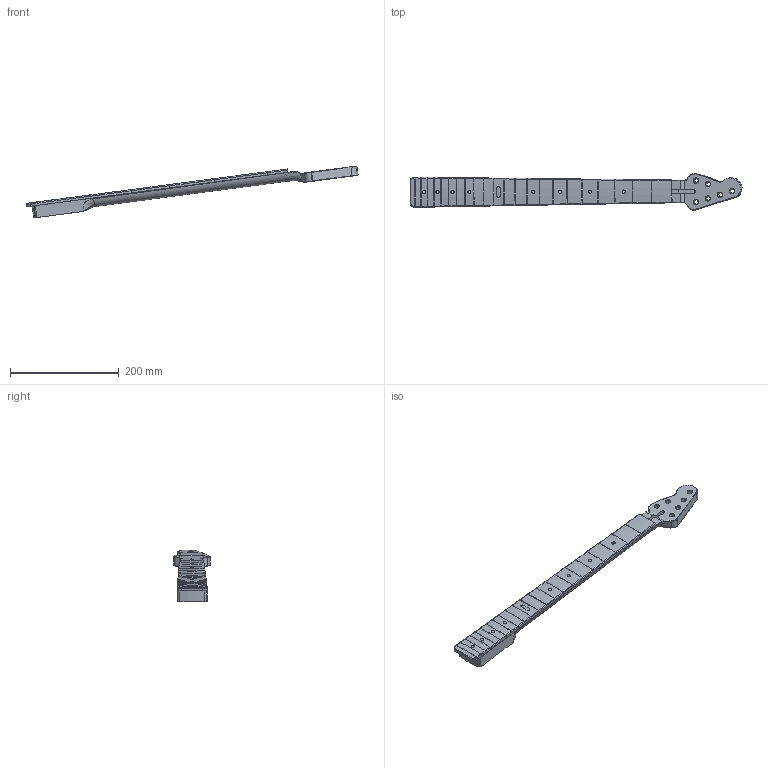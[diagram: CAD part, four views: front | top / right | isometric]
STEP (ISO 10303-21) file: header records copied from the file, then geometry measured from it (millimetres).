
FILE_DESCRIPTION(/* description */ (''),/* implementation_level */ '2;1');
FILE_NAME(/* name */ 'Neck + Fretboard.step',/* time_stamp */ '2024-09-04T18:21:08-04:00',/* author */ (''),/* organization */ (''),/* preprocessor_version */ 'ST-DEVELOPER v20',/* originating_system */ 'Autodesk Translation Framework v13.14.0.145',/* authorisation */ '');
FILE_SCHEMA (('AUTOMOTIVE_DESIGN { 1 0 10303 214 3 1 1 }'));
Length unit declared in the file: millimetre
Products named in the file (1): Neck + Fretboard
Bounding box: 609.78 x 66.35 x 95.17 mm (x, y, z)
Volume: 553854.7 mm3; surface area: 145039.5 mm2
Topology: 11 solids, 11 shells, 285 faces, 722 edges, 472 vertices
Faces by surface type: plane 135, bspline 84, cylinder 46, cone 20
Full cylindrical faces by diameter (mm): 3 x4, 6 x16, 8.5 x6
Entity records: 14754 total; most frequent: CARTESIAN_POINT 8419, ORIENTED_EDGE 1444, DIRECTION 1038, EDGE_CURVE 722, VERTEX_POINT 472, AXIS2_PLACEMENT_3D 353, LINE 332, VECTOR 332
